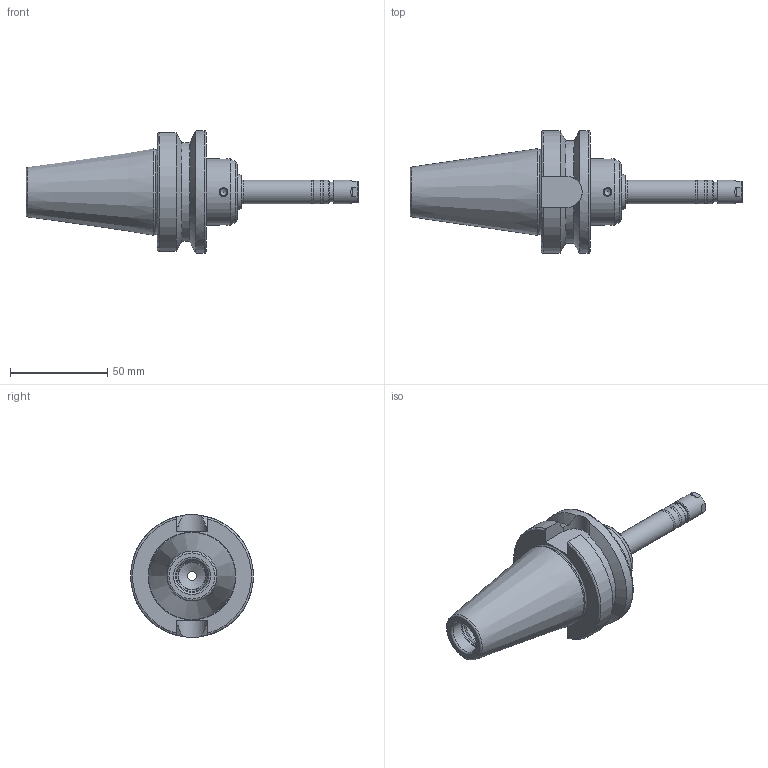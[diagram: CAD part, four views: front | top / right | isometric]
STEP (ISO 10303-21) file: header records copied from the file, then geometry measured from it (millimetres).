
FILE_DESCRIPTION((''),'2;1');
FILE_NAME('313000308105-3D.stp','2020-06-17T13:37:55',('nttooll'),(''),'Autodesk Inventor 2012','Autodesk Inventor 2012','');
FILE_SCHEMA(('AUTOMOTIVE_DESIGN { 1 0 10303 214 1 1 1 1 }'));
Length unit declared in the file: millimetre
Products named in the file (1): 313000308105-3D
Bounding box: 170.4 x 63 x 63 mm (x, y, z)
Volume: 138132.8 mm3; surface area: 28149.5 mm2
Topology: 1 solids, 1 shells, 114 faces, 242 edges, 150 vertices
Faces by surface type: cylinder 42, plane 33, cone 27, torus 12
Full cylindrical faces by diameter (mm): 3.464 x4, 4.5 x5, 5 x1, 5.2 x5, 6 x1, 7.2 x1, 9 x1, 10 x1, 10.6 x1, 12 x4, 14 x1, 14.25 x1, 16 x1, 17 x1, 17.4 x1, 34 x1, 43.5 x1, 63 x1
Entity records: 2908 total; most frequent: CARTESIAN_POINT 747, DIRECTION 464, ORIENTED_EDGE 328, AXIS2_PLACEMENT_3D 215, EDGE_LOOP 202, EDGE_CURVE 164, VERTEX_POINT 138, FACE_OUTER_BOUND 114
